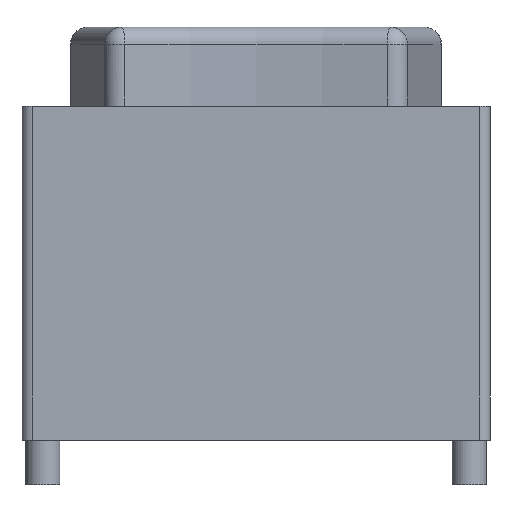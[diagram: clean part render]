
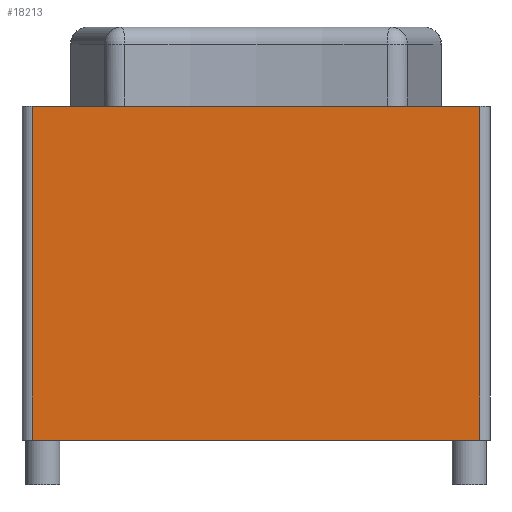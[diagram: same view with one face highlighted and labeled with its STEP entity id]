
A CAD part, front view. The second image highlights one B-rep face of the part: STEP entity #18213.
In plain terms, the highlighted planar face has unit normal (0, -1, 0).
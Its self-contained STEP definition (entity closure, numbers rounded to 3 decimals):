
#15864 = PLANE('',#15865);
#15865 = AXIS2_PLACEMENT_3D('',#15866,#15867,#15868);
#15866 = CARTESIAN_POINT('',(0.,-1.6,0.));
#15867 = DIRECTION('',(-0.,-0.,-1.));
#15868 = DIRECTION('',(-1.,0.,0.));
#15920 = PLANE('',#15921);
#15921 = AXIS2_PLACEMENT_3D('',#15922,#15923,#15924);
#15922 = CARTESIAN_POINT('',(0.,-1.6,9.7));
#15923 = DIRECTION('',(-0.,-0.,-1.));
#15924 = DIRECTION('',(-1.,0.,0.));
#16687 = VERTEX_POINT('',#16688);
#16688 = CARTESIAN_POINT('',(6.5,-7.5,0.));
#16703 = CYLINDRICAL_SURFACE('',#16704,0.3);
#16704 = AXIS2_PLACEMENT_3D('',#16705,#16706,#16707);
#16705 = CARTESIAN_POINT('',(6.5,-7.2,0.));
#16706 = DIRECTION('',(0.,0.,1.));
#16707 = DIRECTION('',(1.,0.,0.));
#16715 = EDGE_CURVE('',#16687,#16716,#16718,.T.);
#16716 = VERTEX_POINT('',#16717);
#16717 = CARTESIAN_POINT('',(-6.5,-7.5,0.));
#16718 = SURFACE_CURVE('',#16719,(#16723,#16730),.PCURVE_S1.);
#16719 = LINE('',#16720,#16721);
#16720 = CARTESIAN_POINT('',(6.8,-7.5,0.));
#16721 = VECTOR('',#16722,1.);
#16722 = DIRECTION('',(-1.,0.,0.));
#16723 = PCURVE('',#15864,#16724);
#16724 = DEFINITIONAL_REPRESENTATION('',(#16725),#16729);
#16725 = LINE('',#16726,#16727);
#16726 = CARTESIAN_POINT('',(-6.8,-5.9));
#16727 = VECTOR('',#16728,1.);
#16728 = DIRECTION('',(1.,0.));
#16729 = ( GEOMETRIC_REPRESENTATION_CONTEXT(2) 
PARAMETRIC_REPRESENTATION_CONTEXT() REPRESENTATION_CONTEXT('2D SPACE',''
  ) );
#16730 = PCURVE('',#16731,#16736);
#16731 = PLANE('',#16732);
#16732 = AXIS2_PLACEMENT_3D('',#16733,#16734,#16735);
#16733 = CARTESIAN_POINT('',(6.8,-7.5,0.));
#16734 = DIRECTION('',(0.,-1.,0.));
#16735 = DIRECTION('',(-1.,0.,0.));
#16736 = DEFINITIONAL_REPRESENTATION('',(#16737),#16741);
#16737 = LINE('',#16738,#16739);
#16738 = CARTESIAN_POINT('',(0.,-0.));
#16739 = VECTOR('',#16740,1.);
#16740 = DIRECTION('',(1.,0.));
#16741 = ( GEOMETRIC_REPRESENTATION_CONTEXT(2) 
PARAMETRIC_REPRESENTATION_CONTEXT() REPRESENTATION_CONTEXT('2D SPACE',''
  ) );
#16760 = CYLINDRICAL_SURFACE('',#16761,0.3);
#16761 = AXIS2_PLACEMENT_3D('',#16762,#16763,#16764);
#16762 = CARTESIAN_POINT('',(-6.5,-7.2,0.));
#16763 = DIRECTION('',(0.,0.,1.));
#16764 = DIRECTION('',(0.,-1.,0.));
#17466 = VERTEX_POINT('',#17467);
#17467 = CARTESIAN_POINT('',(6.5,-7.5,9.7));
#17489 = EDGE_CURVE('',#17466,#17490,#17492,.T.);
#17490 = VERTEX_POINT('',#17491);
#17491 = CARTESIAN_POINT('',(-6.5,-7.5,9.7));
#17492 = SURFACE_CURVE('',#17493,(#17497,#17504),.PCURVE_S1.);
#17493 = LINE('',#17494,#17495);
#17494 = CARTESIAN_POINT('',(6.8,-7.5,9.7));
#17495 = VECTOR('',#17496,1.);
#17496 = DIRECTION('',(-1.,0.,0.));
#17497 = PCURVE('',#15920,#17498);
#17498 = DEFINITIONAL_REPRESENTATION('',(#17499),#17503);
#17499 = LINE('',#17500,#17501);
#17500 = CARTESIAN_POINT('',(-6.8,-5.9));
#17501 = VECTOR('',#17502,1.);
#17502 = DIRECTION('',(1.,0.));
#17503 = ( GEOMETRIC_REPRESENTATION_CONTEXT(2) 
PARAMETRIC_REPRESENTATION_CONTEXT() REPRESENTATION_CONTEXT('2D SPACE',''
  ) );
#17504 = PCURVE('',#16731,#17505);
#17505 = DEFINITIONAL_REPRESENTATION('',(#17506),#17510);
#17506 = LINE('',#17507,#17508);
#17507 = CARTESIAN_POINT('',(0.,-9.7));
#17508 = VECTOR('',#17509,1.);
#17509 = DIRECTION('',(1.,0.));
#17510 = ( GEOMETRIC_REPRESENTATION_CONTEXT(2) 
PARAMETRIC_REPRESENTATION_CONTEXT() REPRESENTATION_CONTEXT('2D SPACE',''
  ) );
#18166 = EDGE_CURVE('',#16716,#17490,#18167,.T.);
#18167 = SURFACE_CURVE('',#18168,(#18172,#18179),.PCURVE_S1.);
#18168 = LINE('',#18169,#18170);
#18169 = CARTESIAN_POINT('',(-6.5,-7.5,0.));
#18170 = VECTOR('',#18171,1.);
#18171 = DIRECTION('',(0.,0.,1.));
#18172 = PCURVE('',#16760,#18173);
#18173 = DEFINITIONAL_REPRESENTATION('',(#18174),#18178);
#18174 = LINE('',#18175,#18176);
#18175 = CARTESIAN_POINT('',(-0.,0.));
#18176 = VECTOR('',#18177,1.);
#18177 = DIRECTION('',(-0.,1.));
#18178 = ( GEOMETRIC_REPRESENTATION_CONTEXT(2) 
PARAMETRIC_REPRESENTATION_CONTEXT() REPRESENTATION_CONTEXT('2D SPACE',''
  ) );
#18179 = PCURVE('',#16731,#18180);
#18180 = DEFINITIONAL_REPRESENTATION('',(#18181),#18185);
#18181 = LINE('',#18182,#18183);
#18182 = CARTESIAN_POINT('',(13.3,0.));
#18183 = VECTOR('',#18184,1.);
#18184 = DIRECTION('',(0.,-1.));
#18185 = ( GEOMETRIC_REPRESENTATION_CONTEXT(2) 
PARAMETRIC_REPRESENTATION_CONTEXT() REPRESENTATION_CONTEXT('2D SPACE',''
  ) );
#18191 = EDGE_CURVE('',#16687,#17466,#18192,.T.);
#18192 = SURFACE_CURVE('',#18193,(#18197,#18204),.PCURVE_S1.);
#18193 = LINE('',#18194,#18195);
#18194 = CARTESIAN_POINT('',(6.5,-7.5,0.));
#18195 = VECTOR('',#18196,1.);
#18196 = DIRECTION('',(0.,0.,1.));
#18197 = PCURVE('',#16703,#18198);
#18198 = DEFINITIONAL_REPRESENTATION('',(#18199),#18203);
#18199 = LINE('',#18200,#18201);
#18200 = CARTESIAN_POINT('',(-1.571,0.));
#18201 = VECTOR('',#18202,1.);
#18202 = DIRECTION('',(-0.,1.));
#18203 = ( GEOMETRIC_REPRESENTATION_CONTEXT(2) 
PARAMETRIC_REPRESENTATION_CONTEXT() REPRESENTATION_CONTEXT('2D SPACE',''
  ) );
#18204 = PCURVE('',#16731,#18205);
#18205 = DEFINITIONAL_REPRESENTATION('',(#18206),#18210);
#18206 = LINE('',#18207,#18208);
#18207 = CARTESIAN_POINT('',(0.3,0.));
#18208 = VECTOR('',#18209,1.);
#18209 = DIRECTION('',(0.,-1.));
#18210 = ( GEOMETRIC_REPRESENTATION_CONTEXT(2) 
PARAMETRIC_REPRESENTATION_CONTEXT() REPRESENTATION_CONTEXT('2D SPACE',''
  ) );
#18213 = ADVANCED_FACE('',(#18214),#16731,.T.);
#18214 = FACE_BOUND('',#18215,.T.);
#18215 = EDGE_LOOP('',(#18216,#18217,#18218,#18219));
#18216 = ORIENTED_EDGE('',*,*,#16715,.F.);
#18217 = ORIENTED_EDGE('',*,*,#18191,.T.);
#18218 = ORIENTED_EDGE('',*,*,#17489,.T.);
#18219 = ORIENTED_EDGE('',*,*,#18166,.F.);
